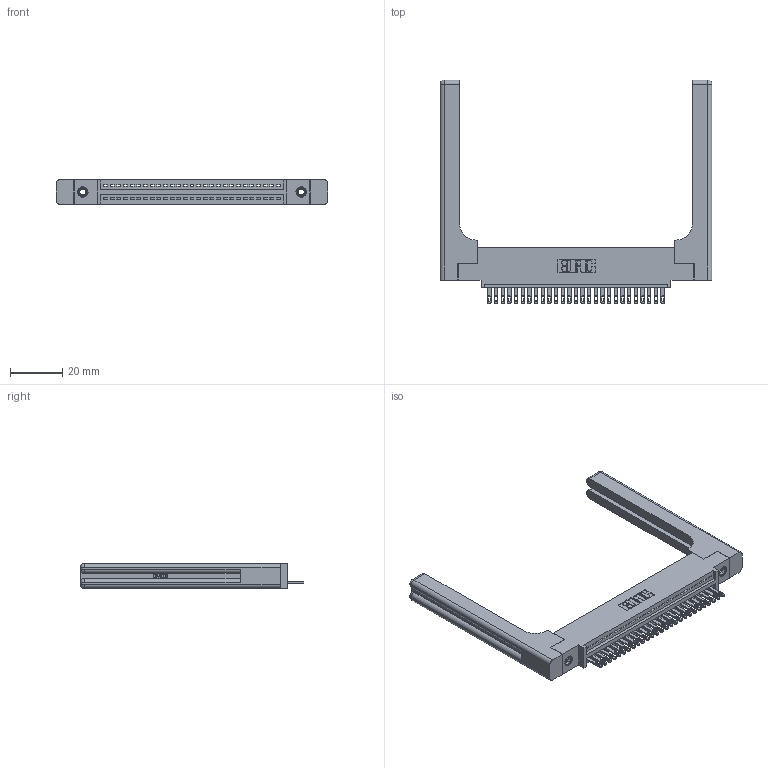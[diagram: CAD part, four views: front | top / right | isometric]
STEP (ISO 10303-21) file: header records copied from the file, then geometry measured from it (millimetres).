
FILE_DESCRIPTION (( 'STEP AP203' ), '1' );
FILE_NAME ('345-027-500-458.STEP', '2019-10-07T03:08:41', ( '' ), ( '' ), 'SwSTEP 2.0', 'SolidWorks 2016', '' );
FILE_SCHEMA (( 'CONFIG_CONTROL_DESIGN' ));
Length unit declared in the file: inch
Products named in the file (5): 345 Part_0.110 Offset - 0.156 Dia-TH; 345-250-001_345-250-001-102; 345-027-500-458; 345-292-001_345-293-100; 345-220-058_345-220-058
Assembly tree (32 placements, depth 2):
  345-027-500-458
    345 Part_0.110 Offset - 0.156 Dia-TH
    345-292-001_345-293-100  x27
    345-250-001_345-250-001-102  x2
    345-220-058_345-220-058  x2
Bounding box: 103.61 x 85.27 x 9.4 mm (x, y, z)
Volume: 18166.1 mm3; surface area: 18083 mm2
Topology: 32 solids, 32 shells, 1844 faces, 5555 edges, 3682 vertices
Faces by surface type: plane 1150, cylinder 634, bspline 36, cone 12, sphere 8, torus 4
Entity records: 27584 total; most frequent: CARTESIAN_POINT 5750, ORIENTED_EDGE 4508, DIRECTION 3992, EDGE_CURVE 2254, LINE 1918, VECTOR 1918, VERTEX_POINT 1494, AXIS2_PLACEMENT_3D 1037
